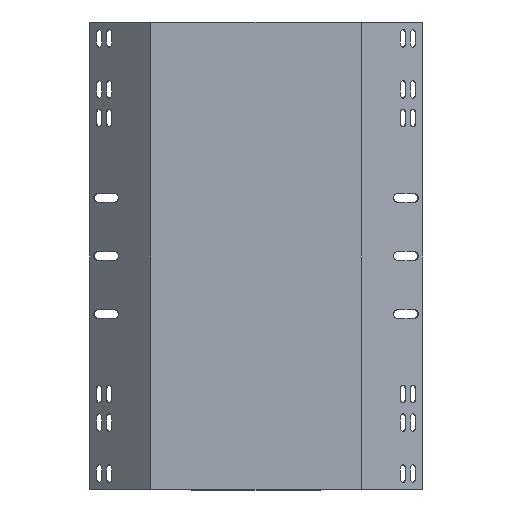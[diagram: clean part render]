
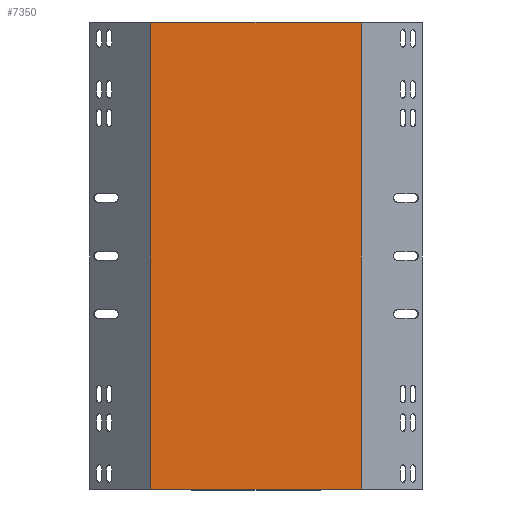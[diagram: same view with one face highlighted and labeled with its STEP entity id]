
A CAD part, front view. The second image highlights one B-rep face of the part: STEP entity #7350.
In plain terms, the highlighted planar face has unit normal (0, -1, 0).
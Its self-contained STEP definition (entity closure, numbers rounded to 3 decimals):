
#3 = VECTOR ( 'NONE', #6528, 1000. ) ;
#1246 = CARTESIAN_POINT ( 'NONE',  ( -112.999, -23.927, -225.8 ) ) ;
#1573 = ORIENTED_EDGE ( 'NONE', *, *, #6797, .F. ) ;
#1620 = LINE ( 'NONE', #1781, #3 ) ;
#1781 = CARTESIAN_POINT ( 'NONE',  ( -112.999, -23.927, -225.612 ) ) ;
#1950 = CARTESIAN_POINT ( 'NONE',  ( 68.763, -23.927, 175.8 ) ) ;
#1987 = CARTESIAN_POINT ( 'NONE',  ( 68.763, -23.927, -225.612 ) ) ;
#2242 = CARTESIAN_POINT ( 'NONE',  ( -112.999, -23.927, 175.8 ) ) ;
#2328 = PLANE ( 'NONE',  #4485 ) ;
#2835 = CARTESIAN_POINT ( 'NONE',  ( 68.763, -23.927, -225.8 ) ) ;
#2932 = VERTEX_POINT ( 'NONE', #2835 ) ;
#3265 = ORIENTED_EDGE ( 'NONE', *, *, #8793, .F. ) ;
#3275 = VECTOR ( 'NONE', #6174, 1000. ) ;
#3441 = LINE ( 'NONE', #1987, #5103 ) ;
#3882 = CARTESIAN_POINT ( 'NONE',  ( -113.903, -23.927, -225.8 ) ) ;
#4367 = DIRECTION ( 'NONE',  ( 0., 0., 1. ) ) ;
#4449 = VERTEX_POINT ( 'NONE', #2242 ) ;
#4485 = AXIS2_PLACEMENT_3D ( 'NONE', #8765, #8800, #4367 ) ;
#4588 = VECTOR ( 'NONE', #8295, 1000. ) ;
#4899 = ORIENTED_EDGE ( 'NONE', *, *, #7540, .T. ) ;
#5103 = VECTOR ( 'NONE', #6046, 1000. ) ;
#5489 = CARTESIAN_POINT ( 'NONE',  ( -113.903, -23.927, 175.8 ) ) ;
#5817 = VERTEX_POINT ( 'NONE', #1246 ) ;
#6046 = DIRECTION ( 'NONE',  ( 0., 0., 1. ) ) ;
#6149 = VERTEX_POINT ( 'NONE', #1950 ) ;
#6174 = DIRECTION ( 'NONE',  ( 1., 0., 0. ) ) ;
#6439 = LINE ( 'NONE', #3882, #4588 ) ;
#6528 = DIRECTION ( 'NONE',  ( 0., 0., 1. ) ) ;
#6569 = EDGE_LOOP ( 'NONE', ( #8619, #4899, #1573, #3265 ) ) ;
#6797 = EDGE_CURVE ( 'NONE', #4449, #6149, #8886, .T. ) ;
#7350 = ADVANCED_FACE ( 'NONE', ( #8596 ), #2328, .F. ) ;
#7540 = EDGE_CURVE ( 'NONE', #2932, #6149, #3441, .T. ) ;
#7958 = EDGE_CURVE ( 'NONE', #5817, #2932, #6439, .T. ) ;
#8295 = DIRECTION ( 'NONE',  ( 1., 0., 0. ) ) ;
#8596 = FACE_OUTER_BOUND ( 'NONE', #6569, .T. ) ;
#8619 = ORIENTED_EDGE ( 'NONE', *, *, #7958, .T. ) ;
#8765 = CARTESIAN_POINT ( 'NONE',  ( -112.668, -23.927, 175. ) ) ;
#8793 = EDGE_CURVE ( 'NONE', #5817, #4449, #1620, .T. ) ;
#8800 = DIRECTION ( 'NONE',  ( 0., 1., 0. ) ) ;
#8886 = LINE ( 'NONE', #5489, #3275 ) ;
